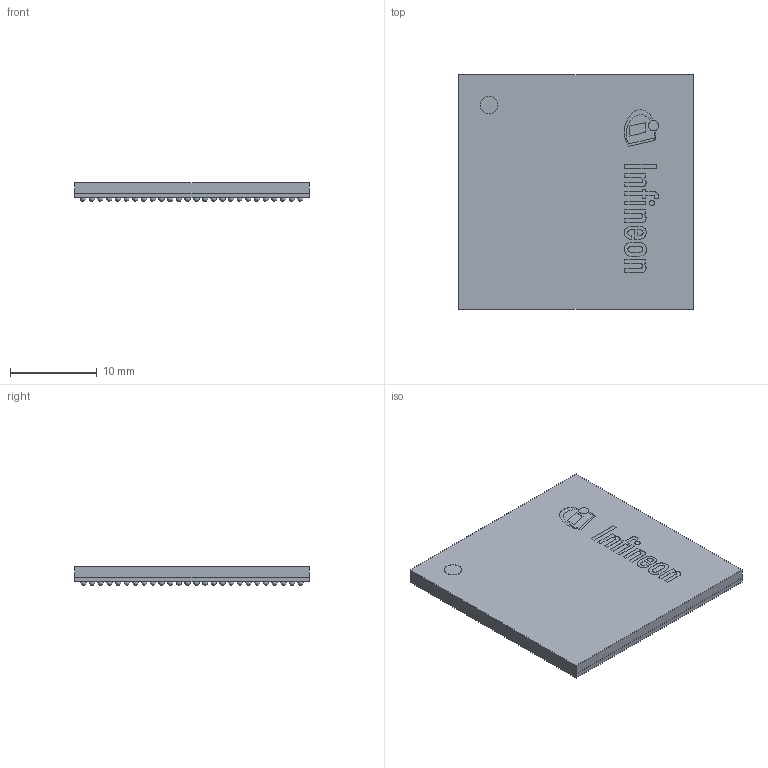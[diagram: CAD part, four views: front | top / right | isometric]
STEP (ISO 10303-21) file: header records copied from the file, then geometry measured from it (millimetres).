
FILE_DESCRIPTION(/* description */ (''),/* implementation_level */ '2;1');
FILE_NAME(/* name */ 'PG-BGA-416-22_Z8B00186640_V01_3D.stp',/* time_stamp */ '2024-08-21T10:25:56+05:30',/* author */ ('sivamani'),/* organization */ (''),/* preprocessor_version */ 'ST-DEVELOPER v19.2',/* originating_system */ 'AutoCAD Mechanical',/* authorisation */ '');
FILE_SCHEMA (('AUTOMOTIVE_DESIGN { 1 0 10303 214 3 1 1 }'));
Length unit declared in the file: millimetre
Products named in the file (1): Product
Bounding box: 27 x 27 x 2.2 mm (x, y, z)
Volume: 1307.8 mm3; surface area: 5071.8 mm2
Topology: 432 solids, 432 shells, 967 faces, 1554 edges, 1036 vertices
Faces by surface type: plane 528, sphere 416, bspline 19, cylinder 4
Full cylindrical faces by diameter (mm): 0.591 x1, 1.178 x1, 2 x2
Entity records: 20186 total; most frequent: CARTESIAN_POINT 3845, DIRECTION 3738, ORIENTED_EDGE 2276, AXIS2_PLACEMENT_3D 1789, EDGE_CURVE 1138, VERTEX_POINT 1036, EDGE_LOOP 972, FACE_OUTER_BOUND 967
